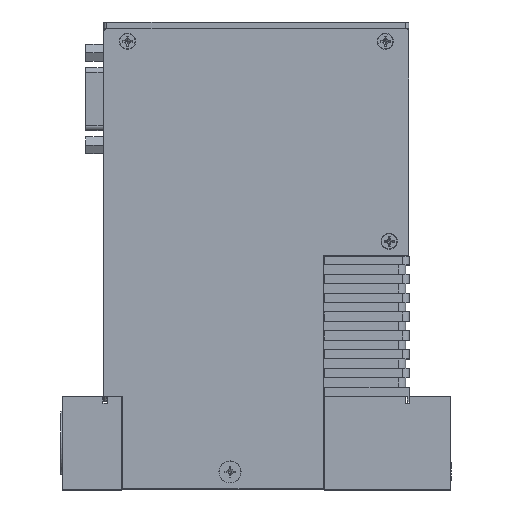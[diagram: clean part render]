
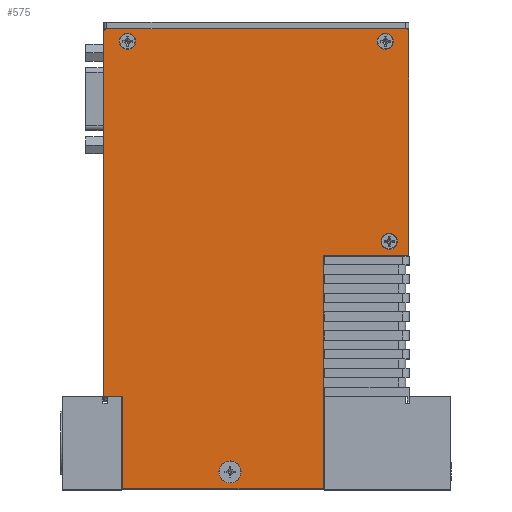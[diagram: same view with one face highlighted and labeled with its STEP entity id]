
A CAD part, top view. The second image highlights one B-rep face of the part: STEP entity #575.
In plain terms, the highlighted planar face has unit normal (0, 0, 1).
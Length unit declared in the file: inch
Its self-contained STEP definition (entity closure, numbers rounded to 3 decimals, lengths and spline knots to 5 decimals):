
#5=DIRECTION('',(-1.,0.,0.));
#6=VECTOR('',#5,3.17);
#7=CARTESIAN_POINT('',(3.205,3.91,0.));
#8=LINE('',#7,#6);
#17=DIRECTION('',(0.,-1.,0.));
#18=VECTOR('',#17,3.875);
#19=CARTESIAN_POINT('',(0.,3.875,0.));
#20=LINE('',#19,#18);
#25=CARTESIAN_POINT('',(0.195,-0.005,0.));
#26=DIRECTION('',(0.,0.,1.));
#27=DIRECTION('',(1.,0.,0.));
#28=AXIS2_PLACEMENT_3D('',#25,#26,#27);
#30=DIRECTION('',(-1.,0.,0.));
#31=VECTOR('',#30,0.195);
#32=CARTESIAN_POINT('',(0.195,0.,0.));
#33=LINE('',#32,#31);
#34=CARTESIAN_POINT('',(0.035,3.875,0.));
#35=DIRECTION('',(0.,0.,-1.));
#36=DIRECTION('',(-1.,0.,0.));
#37=AXIS2_PLACEMENT_3D('',#34,#35,#36);
#39=CARTESIAN_POINT('',(3.205,3.875,0.));
#40=DIRECTION('',(0.,0.,-1.));
#41=DIRECTION('',(0.,1.,0.));
#42=AXIS2_PLACEMENT_3D('',#39,#40,#41);
#44=DIRECTION('',(0.,-1.,0.));
#45=VECTOR('',#44,2.375);
#46=CARTESIAN_POINT('',(3.24,3.875,0.));
#47=LINE('',#46,#45);
#48=CARTESIAN_POINT('',(2.335,1.495,0.));
#49=DIRECTION('',(0.,0.,1.));
#50=DIRECTION('',(0.,1.,0.));
#51=AXIS2_PLACEMENT_3D('',#48,#49,#50);
#53=DIRECTION('',(0.,-1.,0.));
#54=VECTOR('',#53,2.475);
#55=CARTESIAN_POINT('',(2.33,1.495,0.));
#56=LINE('',#55,#54);
#57=CARTESIAN_POINT('',(2.99,3.775,0.));
#58=DIRECTION('',(0.,0.,1.));
#59=DIRECTION('',(-1.,0.,0.));
#60=AXIS2_PLACEMENT_3D('',#57,#58,#59);
#62=CARTESIAN_POINT('',(2.99,3.775,0.));
#63=DIRECTION('',(0.,0.,1.));
#64=DIRECTION('',(1.,0.,0.));
#65=AXIS2_PLACEMENT_3D('',#62,#63,#64);
#67=CARTESIAN_POINT('',(1.34,-0.8,0.));
#68=DIRECTION('',(0.,0.,1.));
#69=DIRECTION('',(-1.,0.,0.));
#70=AXIS2_PLACEMENT_3D('',#67,#68,#69);
#72=CARTESIAN_POINT('',(1.34,-0.8,0.));
#73=DIRECTION('',(0.,0.,1.));
#74=DIRECTION('',(1.,0.,0.));
#75=AXIS2_PLACEMENT_3D('',#72,#73,#74);
#77=CARTESIAN_POINT('',(0.25,3.775,0.));
#78=DIRECTION('',(0.,0.,1.));
#79=DIRECTION('',(-1.,0.,0.));
#80=AXIS2_PLACEMENT_3D('',#77,#78,#79);
#82=CARTESIAN_POINT('',(0.25,3.775,0.));
#83=DIRECTION('',(0.,0.,1.));
#84=DIRECTION('',(1.,0.,0.));
#85=AXIS2_PLACEMENT_3D('',#82,#83,#84);
#87=CARTESIAN_POINT('',(3.03,1.65,0.));
#88=DIRECTION('',(0.,0.,1.));
#89=DIRECTION('',(-1.,0.,0.));
#90=AXIS2_PLACEMENT_3D('',#87,#88,#89);
#92=CARTESIAN_POINT('',(3.03,1.65,0.));
#93=DIRECTION('',(0.,0.,1.));
#94=DIRECTION('',(1.,0.,0.));
#95=AXIS2_PLACEMENT_3D('',#92,#93,#94);
#97=DIRECTION('',(0.,-1.,0.));
#98=VECTOR('',#97,0.975);
#99=CARTESIAN_POINT('',(0.2,-0.005,0.));
#100=LINE('',#99,#98);
#201=DIRECTION('',(1.,0.,0.));
#202=VECTOR('',#201,2.13);
#203=CARTESIAN_POINT('',(0.2,-0.98,0.));
#204=LINE('',#203,#202);
#221=DIRECTION('',(1.,0.,0.));
#222=VECTOR('',#221,0.905);
#223=CARTESIAN_POINT('',(2.335,1.5,0.));
#224=LINE('',#223,#222);
#366=CARTESIAN_POINT('',(0.035,3.91,0.));
#368=VERTEX_POINT('',#366);
#371=CARTESIAN_POINT('',(3.205,3.91,0.));
#372=VERTEX_POINT('',#371);
#373=CARTESIAN_POINT('',(0.,3.875,0.));
#375=VERTEX_POINT('',#373);
#377=CARTESIAN_POINT('',(0.,0.,0.));
#378=VERTEX_POINT('',#377);
#381=CARTESIAN_POINT('',(0.2,-0.005,0.));
#382=CARTESIAN_POINT('',(0.2,-0.98,0.));
#383=VERTEX_POINT('',#381);
#384=VERTEX_POINT('',#382);
#385=CARTESIAN_POINT('',(0.195,0.,0.));
#386=VERTEX_POINT('',#385);
#387=CARTESIAN_POINT('',(3.24,3.875,0.));
#388=VERTEX_POINT('',#387);
#389=CARTESIAN_POINT('',(3.24,1.5,0.));
#390=VERTEX_POINT('',#389);
#391=CARTESIAN_POINT('',(2.335,1.5,0.));
#392=VERTEX_POINT('',#391);
#393=CARTESIAN_POINT('',(2.33,1.495,0.));
#394=VERTEX_POINT('',#393);
#395=CARTESIAN_POINT('',(2.33,-0.98,0.));
#396=VERTEX_POINT('',#395);
#397=CARTESIAN_POINT('',(2.904,3.775,0.));
#398=CARTESIAN_POINT('',(3.076,3.775,0.));
#399=VERTEX_POINT('',#397);
#400=VERTEX_POINT('',#398);
#401=CARTESIAN_POINT('',(1.2225,-0.8,0.));
#402=CARTESIAN_POINT('',(1.4575,-0.8,0.));
#403=VERTEX_POINT('',#401);
#404=VERTEX_POINT('',#402);
#405=CARTESIAN_POINT('',(0.164,3.775,0.));
#406=CARTESIAN_POINT('',(0.336,3.775,0.));
#407=VERTEX_POINT('',#405);
#408=VERTEX_POINT('',#406);
#409=CARTESIAN_POINT('',(2.944,1.65,0.));
#410=CARTESIAN_POINT('',(3.116,1.65,0.));
#411=VERTEX_POINT('',#409);
#412=VERTEX_POINT('',#410);
#523=CARTESIAN_POINT('',(0.,0.,0.));
#524=DIRECTION('',(0.,0.,1.));
#525=DIRECTION('',(1.,0.,0.));
#526=AXIS2_PLACEMENT_3D('',#523,#524,#525);
#527=PLANE('',#526);
#529=ORIENTED_EDGE('',*,*,#528,.F.);
#531=ORIENTED_EDGE('',*,*,#530,.T.);
#533=ORIENTED_EDGE('',*,*,#532,.T.);
#534=ORIENTED_EDGE('',*,*,#514,.F.);
#535=ORIENTED_EDGE('',*,*,#503,.T.);
#536=ORIENTED_EDGE('',*,*,#488,.F.);
#538=ORIENTED_EDGE('',*,*,#537,.T.);
#540=ORIENTED_EDGE('',*,*,#539,.T.);
#542=ORIENTED_EDGE('',*,*,#541,.F.);
#544=ORIENTED_EDGE('',*,*,#543,.T.);
#546=ORIENTED_EDGE('',*,*,#545,.T.);
#548=ORIENTED_EDGE('',*,*,#547,.F.);
#549=EDGE_LOOP('',(#529,#531,#533,#534,#535,#536,#538,#540,#542,#544,#546,
#548));
#550=FACE_OUTER_BOUND('',#549,.F.);
#552=ORIENTED_EDGE('',*,*,#551,.T.);
#554=ORIENTED_EDGE('',*,*,#553,.T.);
#555=EDGE_LOOP('',(#552,#554));
#556=FACE_BOUND('',#555,.F.);
#558=ORIENTED_EDGE('',*,*,#557,.T.);
#560=ORIENTED_EDGE('',*,*,#559,.T.);
#561=EDGE_LOOP('',(#558,#560));
#562=FACE_BOUND('',#561,.F.);
#564=ORIENTED_EDGE('',*,*,#563,.T.);
#566=ORIENTED_EDGE('',*,*,#565,.T.);
#567=EDGE_LOOP('',(#564,#566));
#568=FACE_BOUND('',#567,.F.);
#570=ORIENTED_EDGE('',*,*,#569,.T.);
#572=ORIENTED_EDGE('',*,*,#571,.T.);
#573=EDGE_LOOP('',(#570,#572));
#574=FACE_BOUND('',#573,.F.);
#575=ADVANCED_FACE('',(#550,#556,#562,#568,#574),#527,.T.);
#29=CIRCLE('',#28,0.005);
#38=CIRCLE('',#37,0.035);
#43=CIRCLE('',#42,0.035);
#52=CIRCLE('',#51,0.005);
#61=CIRCLE('',#60,0.086);
#66=CIRCLE('',#65,0.086);
#71=CIRCLE('',#70,0.1175);
#76=CIRCLE('',#75,0.1175);
#81=CIRCLE('',#80,0.086);
#86=CIRCLE('',#85,0.086);
#91=CIRCLE('',#90,0.086);
#96=CIRCLE('',#95,0.086);
#488=EDGE_CURVE('',#372,#368,#8,.T.);
#503=EDGE_CURVE('',#375,#368,#38,.T.);
#514=EDGE_CURVE('',#375,#378,#20,.T.);
#528=EDGE_CURVE('',#383,#384,#100,.T.);
#530=EDGE_CURVE('',#383,#386,#29,.T.);
#532=EDGE_CURVE('',#386,#378,#33,.T.);
#537=EDGE_CURVE('',#372,#388,#43,.T.);
#539=EDGE_CURVE('',#388,#390,#47,.T.);
#541=EDGE_CURVE('',#392,#390,#224,.T.);
#543=EDGE_CURVE('',#392,#394,#52,.T.);
#545=EDGE_CURVE('',#394,#396,#56,.T.);
#547=EDGE_CURVE('',#384,#396,#204,.T.);
#551=EDGE_CURVE('',#399,#400,#61,.T.);
#553=EDGE_CURVE('',#400,#399,#66,.T.);
#557=EDGE_CURVE('',#403,#404,#71,.T.);
#559=EDGE_CURVE('',#404,#403,#76,.T.);
#563=EDGE_CURVE('',#407,#408,#81,.T.);
#565=EDGE_CURVE('',#408,#407,#86,.T.);
#569=EDGE_CURVE('',#411,#412,#91,.T.);
#571=EDGE_CURVE('',#412,#411,#96,.T.);
